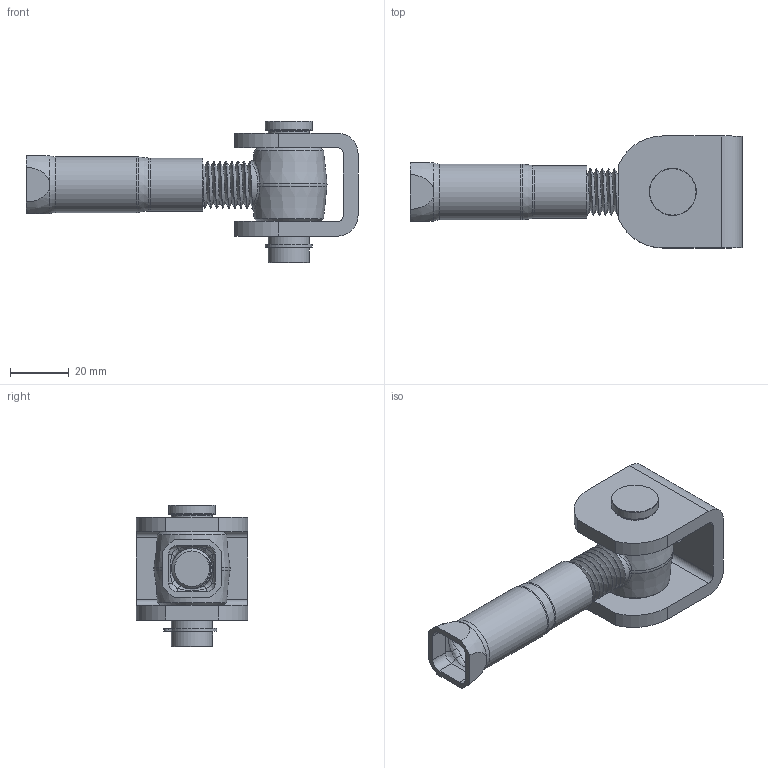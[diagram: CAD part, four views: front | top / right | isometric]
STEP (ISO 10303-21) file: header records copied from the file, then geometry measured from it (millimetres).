
FILE_DESCRIPTION(/* description */ (''),/* implementation_level */ '2;1');
FILE_NAME(/* name */ '25162.stp',/* time_stamp */ '2019-08-05T10:06:41+02:00',/* author */ ('DOMINIQUE'),/* organization */ (''),/* preprocessor_version */ 'ST-DEVELOPER v17.2',/* originating_system */ 'Autodesk Inventor 2019',/* authorisation */ '');
FILE_SCHEMA (('AUTOMOTIVE_DESIGN { 1 0 10303 214 3 1 1 }'));
Length unit declared in the file: millimetre
Products named in the file (6): 25162; 25162-4; 25165-1; 25165-2; 25165-3; NF E 22-163 - 13x1
Assembly tree (5 placements, depth 2):
  25162
    25162-4
    25165-1
    25165-2
    25165-3
    NF E 22-163 - 13x1
Bounding box: 112.81 x 38 x 48 mm (x, y, z)
Volume: 45431.7 mm3; surface area: 24762.9 mm2
Topology: 5 solids, 5 shells, 128 faces, 315 edges, 201 vertices
Faces by surface type: cylinder 57, plane 34, bspline 24, torus 7, cone 6
Full cylindrical faces by diameter (mm): 1.5 x2, 10.5 x1, 12 x1, 13.835 x1, 14 x2, 14.077 x1, 14.1 x1, 14.2 x2, 16 x16, 18 x1, 19 x1
Entity records: 8039 total; most frequent: CARTESIAN_POINT 4862, ORIENTED_EDGE 632, DIRECTION 595, EDGE_CURVE 316, AXIS2_PLACEMENT_3D 244, VERTEX_POINT 202, EDGE_LOOP 146, CIRCLE 129
